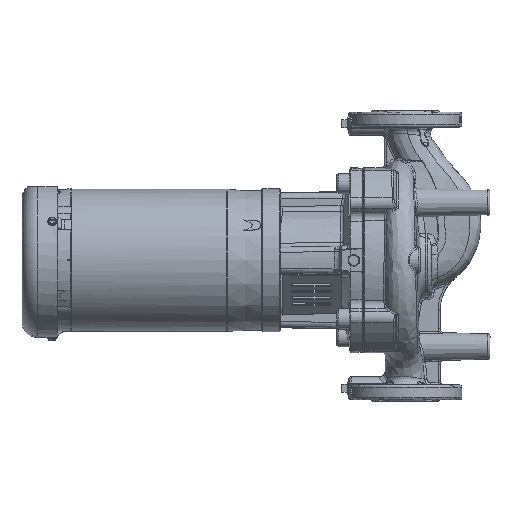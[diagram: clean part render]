
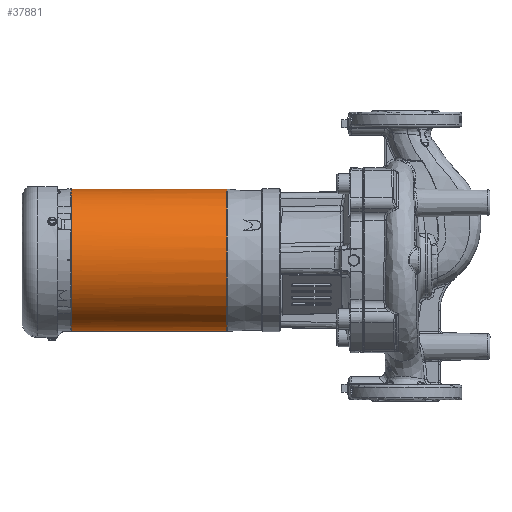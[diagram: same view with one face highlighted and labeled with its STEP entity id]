
A CAD part, left-side view. The second image highlights one B-rep face of the part: STEP entity #37881.
In plain terms, the highlighted cylindrical face has radius 83.972 mm (diameter 167.945 mm), a full revolution.
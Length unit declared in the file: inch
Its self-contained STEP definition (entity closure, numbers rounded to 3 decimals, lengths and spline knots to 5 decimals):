
#2032=FACE_BOUND('',#7529,.T.);
#3594=B_SPLINE_CURVE_WITH_KNOTS('',3,(#137508,#137509,#137510,#137511,#137512,
#137513,#137514,#137515,#137516,#137517,#137518,#137519),.UNSPECIFIED.,
 .F.,.F.,(4,2,2,2,2,4),(0.,0.25029,0.49899,
0.74666,0.87199,0.99737),.UNSPECIFIED.);
#3595=B_SPLINE_CURVE_WITH_KNOTS('',3,(#137523,#137524,#137525,#137526,#137527,
#137528,#137529,#137530,#137531,#137532,#137533,#137534),.UNSPECIFIED.,
 .F.,.F.,(4,2,2,2,2,4),(0.,0.12491,0.24976,
0.49657,0.7444,0.9939),.UNSPECIFIED.);
#3596=B_SPLINE_CURVE_WITH_KNOTS('',3,(#137538,#137539,#137540,#137541,#137542,
#137543,#137544,#137545,#137546,#137547,#137548,#137549),.UNSPECIFIED.,
 .F.,.F.,(4,2,2,2,2,4),(0.,0.25029,0.49899,
0.74666,0.87199,0.99737),.UNSPECIFIED.);
#3597=B_SPLINE_CURVE_WITH_KNOTS('',3,(#137552,#137553,#137554,#137555,#137556,
#137557,#137558,#137559,#137560,#137561,#137562,#137563),.UNSPECIFIED.,
 .F.,.F.,(4,2,2,2,2,4),(0.,0.12491,0.24976,
0.49657,0.7444,0.9939),.UNSPECIFIED.);
#5404=FACE_OUTER_BOUND('',#7528,.T.);
#7528=EDGE_LOOP('',(#32139,#32140,#32141,#32142,#32143,#32144));
#7529=EDGE_LOOP('',(#32145,#32146,#32147,#32148,#32149,#32150,#32151,#32152));
#9397=CIRCLE('',#40916,3.306);
#9398=CIRCLE('',#40917,3.306);
#9399=CIRCLE('',#40919,3.306);
#9400=CIRCLE('',#40920,3.306);
#9401=CIRCLE('',#40921,3.306);
#9402=CIRCLE('',#40922,3.306);
#11276=LINE('',#137503,#13188);
#11277=LINE('',#137506,#13189);
#11278=LINE('',#137536,#13190);
#13188=VECTOR('',#48433,3.306);
#13189=VECTOR('',#48434,39.37008);
#13190=VECTOR('',#48437,39.37008);
#16736=VERTEX_POINT('',#137494);
#16737=VERTEX_POINT('',#137495);
#16738=VERTEX_POINT('',#137499);
#16739=VERTEX_POINT('',#137500);
#16740=VERTEX_POINT('',#137504);
#16741=VERTEX_POINT('',#137505);
#16742=VERTEX_POINT('',#137507);
#16743=VERTEX_POINT('',#137520);
#16744=VERTEX_POINT('',#137522);
#16745=VERTEX_POINT('',#137535);
#16746=VERTEX_POINT('',#137537);
#16747=VERTEX_POINT('',#137550);
#22204=EDGE_CURVE('',#16736,#16737,#9397,.T.);
#22205=EDGE_CURVE('',#16737,#16736,#9398,.T.);
#22206=EDGE_CURVE('',#16738,#16739,#9399,.T.);
#22207=EDGE_CURVE('',#16739,#16738,#9400,.T.);
#22208=EDGE_CURVE('',#16739,#16737,#11276,.T.);
#22209=EDGE_CURVE('',#16740,#16741,#11277,.T.);
#22210=EDGE_CURVE('',#16740,#16742,#3594,.T.);
#22211=EDGE_CURVE('',#16742,#16743,#9401,.T.);
#22212=EDGE_CURVE('',#16743,#16744,#3595,.T.);
#22213=EDGE_CURVE('',#16745,#16744,#11278,.T.);
#22214=EDGE_CURVE('',#16745,#16746,#3596,.T.);
#22215=EDGE_CURVE('',#16747,#16746,#9402,.T.);
#22216=EDGE_CURVE('',#16747,#16741,#3597,.T.);
#32139=ORIENTED_EDGE('',*,*,#22206,.F.);
#32140=ORIENTED_EDGE('',*,*,#22207,.F.);
#32141=ORIENTED_EDGE('',*,*,#22208,.T.);
#32142=ORIENTED_EDGE('',*,*,#22205,.T.);
#32143=ORIENTED_EDGE('',*,*,#22204,.T.);
#32144=ORIENTED_EDGE('',*,*,#22208,.F.);
#32145=ORIENTED_EDGE('',*,*,#22209,.F.);
#32146=ORIENTED_EDGE('',*,*,#22210,.T.);
#32147=ORIENTED_EDGE('',*,*,#22211,.T.);
#32148=ORIENTED_EDGE('',*,*,#22212,.T.);
#32149=ORIENTED_EDGE('',*,*,#22213,.F.);
#32150=ORIENTED_EDGE('',*,*,#22214,.T.);
#32151=ORIENTED_EDGE('',*,*,#22215,.F.);
#32152=ORIENTED_EDGE('',*,*,#22216,.T.);
#34084=CYLINDRICAL_SURFACE('',#40918,3.306);
#37881=ADVANCED_FACE('',(#5404,#2032),#34084,.T.);
#40916=AXIS2_PLACEMENT_3D('',#137496,#48423,#48424);
#40917=AXIS2_PLACEMENT_3D('',#137497,#48425,#48426);
#40918=AXIS2_PLACEMENT_3D('',#137498,#48427,#48428);
#40919=AXIS2_PLACEMENT_3D('',#137501,#48429,#48430);
#40920=AXIS2_PLACEMENT_3D('',#137502,#48431,#48432);
#40921=AXIS2_PLACEMENT_3D('',#137521,#48435,#48436);
#40922=AXIS2_PLACEMENT_3D('',#137551,#48438,#48439);
#48423=DIRECTION('center_axis',(0.,1.,0.));
#48424=DIRECTION('ref_axis',(1.,0.,0.));
#48425=DIRECTION('center_axis',(0.,1.,0.));
#48426=DIRECTION('ref_axis',(1.,0.,0.));
#48427=DIRECTION('center_axis',(0.,1.,0.));
#48428=DIRECTION('ref_axis',(1.,0.,0.));
#48429=DIRECTION('center_axis',(0.,1.,0.));
#48430=DIRECTION('ref_axis',(1.,0.,0.));
#48431=DIRECTION('center_axis',(0.,1.,0.));
#48432=DIRECTION('ref_axis',(1.,0.,0.));
#48433=DIRECTION('',(0.,-1.,0.));
#48434=DIRECTION('',(0.,-1.,0.));
#48435=DIRECTION('center_axis',(0.,1.,0.));
#48436=DIRECTION('ref_axis',(0.,0.,
1.));
#48437=DIRECTION('',(0.,1.,0.));
#48438=DIRECTION('center_axis',(0.,1.,0.));
#48439=DIRECTION('ref_axis',(0.,0.,
1.));
#137494=CARTESIAN_POINT('',(3.306,6.29036,0.));
#137495=CARTESIAN_POINT('',(-3.306,6.29036,0.));
#137496=CARTESIAN_POINT('Origin',(0.,6.29036,
0.));
#137497=CARTESIAN_POINT('Origin',(0.,6.29036,
0.));
#137498=CARTESIAN_POINT('Origin',(0.,6.25936,
0.));
#137499=CARTESIAN_POINT('',(3.306,13.54036,0.));
#137500=CARTESIAN_POINT('',(-3.306,13.54036,0.));
#137501=CARTESIAN_POINT('Origin',(0.,13.54036,
0.));
#137502=CARTESIAN_POINT('Origin',(0.,13.54036,
0.));
#137503=CARTESIAN_POINT('',(-3.306,6.25936,0.));
#137504=CARTESIAN_POINT('',(2.73083,13.19536,1.86339));
#137505=CARTESIAN_POINT('',(2.73083,10.94536,1.86339));
#137506=CARTESIAN_POINT('',(2.73083,6.25936,1.86339));
#137507=CARTESIAN_POINT('',(2.86264,13.44536,1.65376));
#137508=CARTESIAN_POINT('Ctrl Pts',(2.73083,13.19536,1.86339));
#137509=CARTESIAN_POINT('Ctrl Pts',(2.73083,13.2282,1.86339));
#137510=CARTESIAN_POINT('Ctrl Pts',(2.73446,13.26068,1.8581));
#137511=CARTESIAN_POINT('Ctrl Pts',(2.74834,13.32121,1.83751));
#137512=CARTESIAN_POINT('Ctrl Pts',(2.75838,13.34854,1.8225));
#137513=CARTESIAN_POINT('Ctrl Pts',(2.78324,13.39476,1.78431));
#137514=CARTESIAN_POINT('Ctrl Pts',(2.79777,13.41318,1.76153));
#137515=CARTESIAN_POINT('Ctrl Pts',(2.82141,13.43226,1.72322));
#137516=CARTESIAN_POINT('Ctrl Pts',(2.8296,13.43716,1.70975));
#137517=CARTESIAN_POINT('Ctrl Pts',(2.84612,13.44371,1.68211));
#137518=CARTESIAN_POINT('Ctrl Pts',(2.85444,13.44535,1.66796));
#137519=CARTESIAN_POINT('Ctrl Pts',(2.86264,13.44535,1.65376));
#137520=CARTESIAN_POINT('',(2.86264,13.44536,-1.65376));
#137521=CARTESIAN_POINT('Origin',(0.,13.44536,
0.));
#137522=CARTESIAN_POINT('',(2.73083,13.19536,-1.86339));
#137523=CARTESIAN_POINT('Ctrl Pts',(2.86264,13.44535,-1.65376));
#137524=CARTESIAN_POINT('Ctrl Pts',(2.85444,13.44535,-1.66796));
#137525=CARTESIAN_POINT('Ctrl Pts',(2.84613,13.44371,-1.6821));
#137526=CARTESIAN_POINT('Ctrl Pts',(2.82961,13.43716,-1.70974));
#137527=CARTESIAN_POINT('Ctrl Pts',(2.82143,13.43226,-1.7232));
#137528=CARTESIAN_POINT('Ctrl Pts',(2.79779,13.4132,-1.76151));
#137529=CARTESIAN_POINT('Ctrl Pts',(2.78325,13.39478,-1.78429));
#137530=CARTESIAN_POINT('Ctrl Pts',(2.75839,13.34857,-1.82249));
#137531=CARTESIAN_POINT('Ctrl Pts',(2.74834,13.32123,-1.8375));
#137532=CARTESIAN_POINT('Ctrl Pts',(2.73446,13.2607,-1.8581));
#137533=CARTESIAN_POINT('Ctrl Pts',(2.73083,13.22821,-1.86339));
#137534=CARTESIAN_POINT('Ctrl Pts',(2.73083,13.19536,-1.86339));
#137535=CARTESIAN_POINT('',(2.73083,10.94536,-1.86339));
#137536=CARTESIAN_POINT('',(2.73083,6.25936,-1.86339));
#137537=CARTESIAN_POINT('',(2.86264,10.69536,-1.65376));
#137538=CARTESIAN_POINT('Ctrl Pts',(2.73083,10.94536,-1.86339));
#137539=CARTESIAN_POINT('Ctrl Pts',(2.73083,10.91251,-1.86339));
#137540=CARTESIAN_POINT('Ctrl Pts',(2.73446,10.88003,-1.8581));
#137541=CARTESIAN_POINT('Ctrl Pts',(2.74834,10.81951,-1.83751));
#137542=CARTESIAN_POINT('Ctrl Pts',(2.75838,10.79217,-1.8225));
#137543=CARTESIAN_POINT('Ctrl Pts',(2.78324,10.74595,-1.78431));
#137544=CARTESIAN_POINT('Ctrl Pts',(2.79777,10.72753,-1.76153));
#137545=CARTESIAN_POINT('Ctrl Pts',(2.82141,10.70845,-1.72322));
#137546=CARTESIAN_POINT('Ctrl Pts',(2.8296,10.70355,-1.70975));
#137547=CARTESIAN_POINT('Ctrl Pts',(2.84612,10.697,-1.68211));
#137548=CARTESIAN_POINT('Ctrl Pts',(2.85444,10.69536,-1.66796));
#137549=CARTESIAN_POINT('Ctrl Pts',(2.86264,10.69536,-1.65376));
#137550=CARTESIAN_POINT('',(2.86264,10.69536,1.65376));
#137551=CARTESIAN_POINT('Origin',(0.,10.69536,
0.));
#137552=CARTESIAN_POINT('Ctrl Pts',(2.86264,10.69536,1.65376));
#137553=CARTESIAN_POINT('Ctrl Pts',(2.85444,10.69536,1.66796));
#137554=CARTESIAN_POINT('Ctrl Pts',(2.84613,10.697,1.6821));
#137555=CARTESIAN_POINT('Ctrl Pts',(2.82961,10.70355,1.70974));
#137556=CARTESIAN_POINT('Ctrl Pts',(2.82143,10.70845,1.7232));
#137557=CARTESIAN_POINT('Ctrl Pts',(2.79779,10.72751,1.76151));
#137558=CARTESIAN_POINT('Ctrl Pts',(2.78325,10.74593,1.78429));
#137559=CARTESIAN_POINT('Ctrl Pts',(2.75839,10.79214,1.82249));
#137560=CARTESIAN_POINT('Ctrl Pts',(2.74834,10.81948,1.8375));
#137561=CARTESIAN_POINT('Ctrl Pts',(2.73446,10.88001,1.8581));
#137562=CARTESIAN_POINT('Ctrl Pts',(2.73083,10.9125,1.86339));
#137563=CARTESIAN_POINT('Ctrl Pts',(2.73083,10.94536,1.86339));
